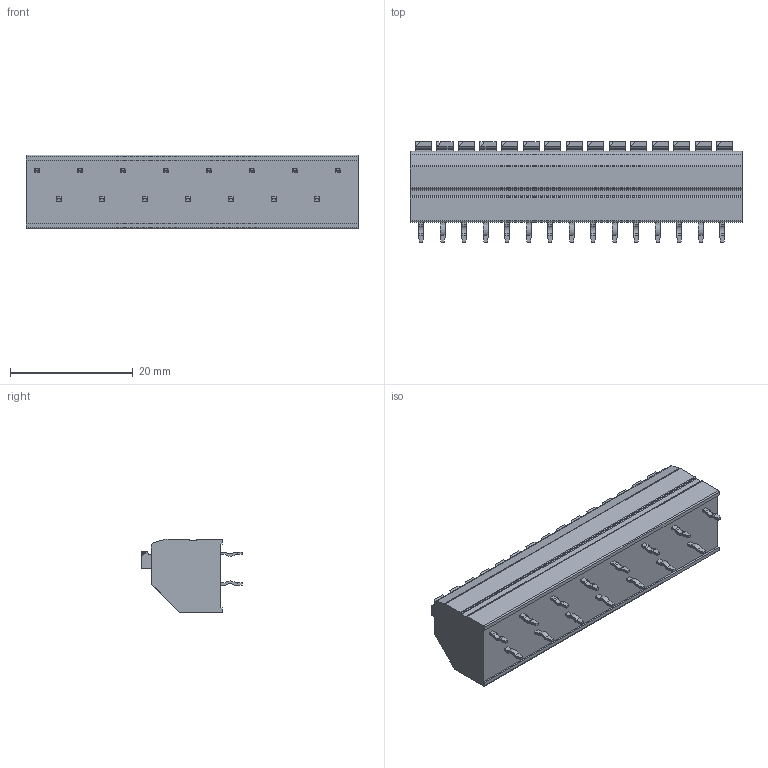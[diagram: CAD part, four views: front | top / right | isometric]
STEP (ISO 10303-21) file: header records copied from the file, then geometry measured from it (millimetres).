
FILE_DESCRIPTION((''),'2;1');
FILE_NAME('TLM-002C-XXP','2024-11-02T14:41:23',('tluser'),(''),'CREO PARAMETRIC BY PTC INC, 2018100','CREO PARAMETRIC BY PTC INC, 2018100','');
FILE_SCHEMA(('AUTOMOTIVE_DESIGN { 1 0 10303 214 1 1 1 1 }'));
Length unit declared in the file: millimetre
Products named in the file (1): TLM-002C-XXP
Bounding box: 54 x 16.4 x 12 mm (x, y, z)
Volume: 6360.9 mm3; surface area: 3496.1 mm2
Topology: 1 solids, 1 shells, 701 faces, 1887 edges, 1218 vertices
Faces by surface type: plane 481, cylinder 160, cone 60
Entity records: 22111 total; most frequent: CARTESIAN_POINT 4473, ORIENTED_EDGE 3774, DIRECTION 3487, EDGE_CURVE 1887, VECTOR 1372, LINE 1372, VERTEX_POINT 1218, AXIS2_PLACEMENT_3D 1056
